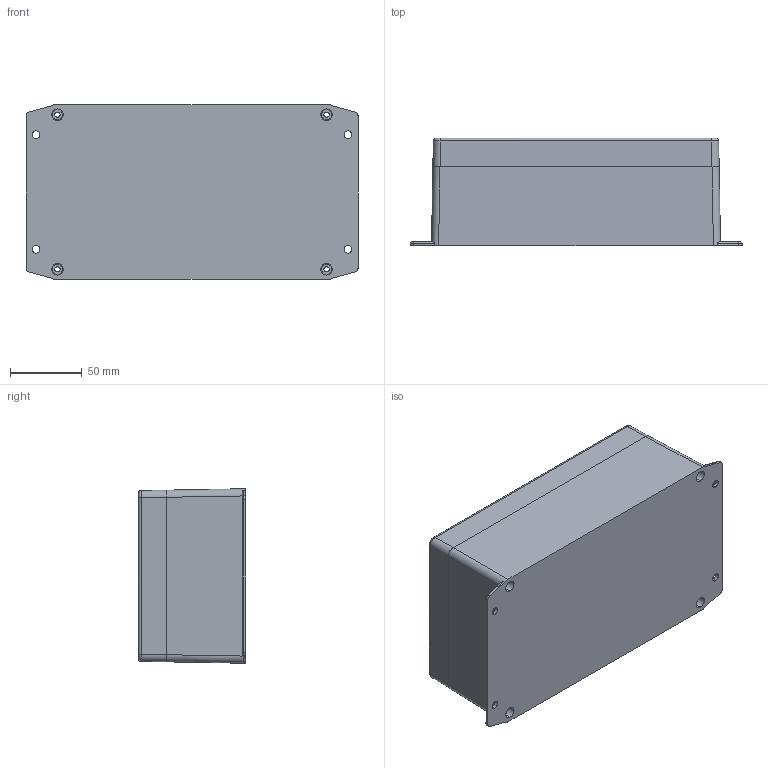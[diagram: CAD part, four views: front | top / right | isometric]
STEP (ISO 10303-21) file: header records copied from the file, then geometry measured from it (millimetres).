
FILE_DESCRIPTION (( 'STEP AP214' ), '1' );
FILE_NAME ('組合件1.STEP', '2014-02-19T01:53:59', ( 'NEF User' ), ( 'NEF User' ), 'SwSTEP 2.0', 'SolidWorks 2012', '' );
FILE_SCHEMA (( 'AUTOMOTIVE_DESIGN' ));
Length unit declared in the file: millimetre
Products named in the file (3): G123MFB; G123-COVER; 組合件1
Assembly tree (2 placements, depth 2):
  組合件1
    G123MFB
    G123-COVER
Bounding box: 231.92 x 75 x 121.92 mm (x, y, z)
Volume: 336369.6 mm3; surface area: 209345 mm2
Topology: 2 solids, 2 shells, 643 faces, 1554 edges, 916 vertices
Faces by surface type: cylinder 222, plane 163, cone 112, bspline 66, torus 48, sphere 32
Entity records: 20192 total; most frequent: CARTESIAN_POINT 5501, DIRECTION 3170, ORIENTED_EDGE 3044, EDGE_CURVE 1522, AXIS2_PLACEMENT_3D 1251, VERTEX_POINT 916, EDGE_LOOP 700, CIRCLE 669
